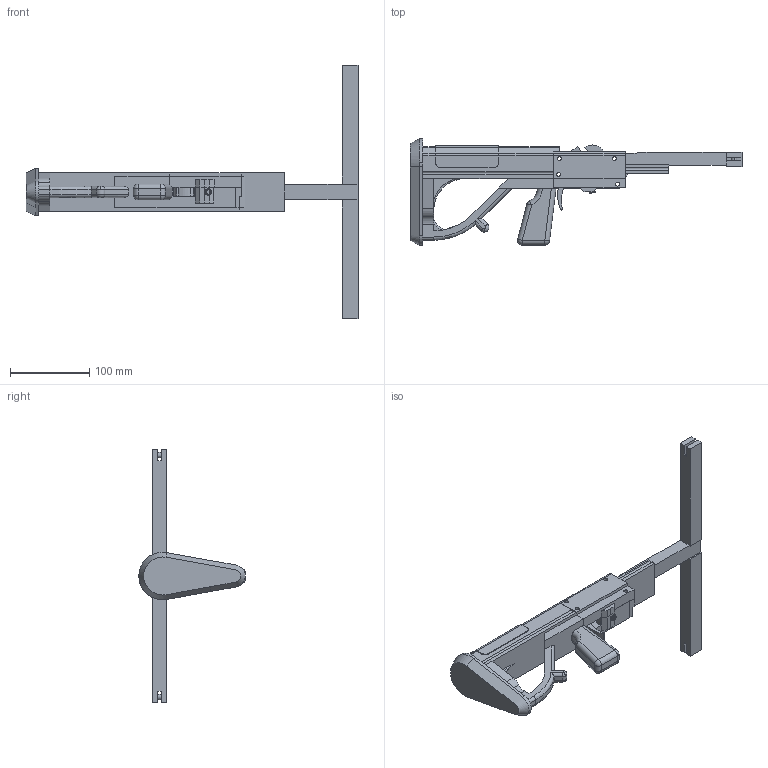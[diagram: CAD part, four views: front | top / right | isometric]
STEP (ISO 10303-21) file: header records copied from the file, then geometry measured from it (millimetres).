
FILE_DESCRIPTION (( 'STEP AP203' ), '1' );
FILE_NAME ('蚾饜极聆彸.STEP', '2023-11-20T19:15:21', ( '' ), ( '' ), 'SwSTEP 2.0', 'SolidWorks 2023', '' );
FILE_SCHEMA (( 'CONFIG_CONTROL_DESIGN' ));
Length unit declared in the file: millimetre
Products named in the file (7): 弹簧; 扳机; 主体; 零件8; 零件1; 装配体测试; 零件2
Assembly tree (6 placements, depth 2):
  装配体测试
    主体
    零件1
    扳机
    零件2
    弹簧
    零件8
Bounding box: 418.5 x 134 x 320 mm (x, y, z)
Volume: 865597.1 mm3; surface area: 146231.4 mm2
Topology: 7 solids, 7 shells, 318 faces, 859 edges, 557 vertices
Faces by surface type: plane 173, cylinder 122, torus 12, sphere 7, bspline 4
Entity records: 14567 total; most frequent: CARTESIAN_POINT 5687, ORIENTED_EDGE 1710, DIRECTION 1706, EDGE_CURVE 855, AXIS2_PLACEMENT_3D 574, LINE 558, VECTOR 558, VERTEX_POINT 557
